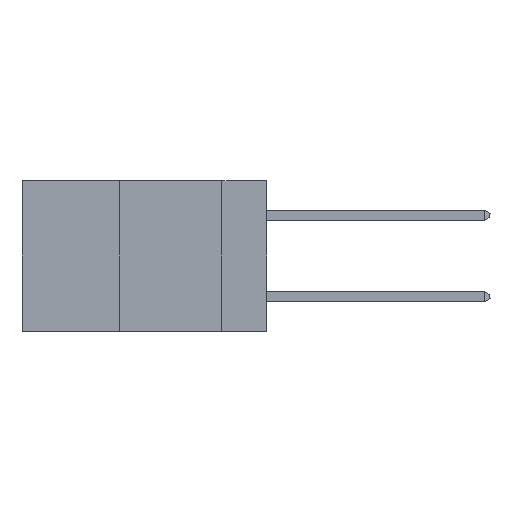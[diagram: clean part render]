
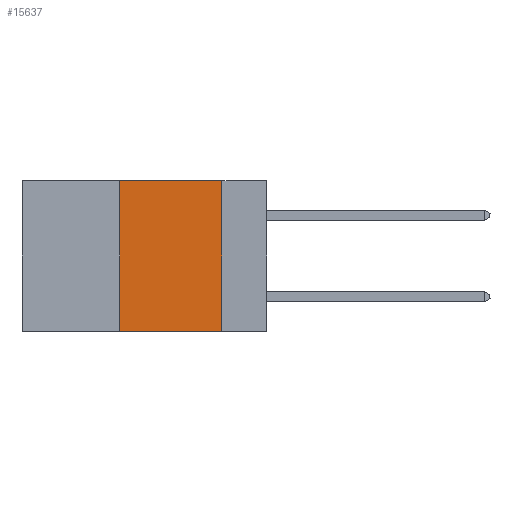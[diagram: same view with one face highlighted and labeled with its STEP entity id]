
A CAD part, left-side view. The second image highlights one B-rep face of the part: STEP entity #15637.
In plain terms, the highlighted planar face has unit normal (-1, 0, 0).
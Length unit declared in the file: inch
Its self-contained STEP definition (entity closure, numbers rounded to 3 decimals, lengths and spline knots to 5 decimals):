
#81 = DIRECTION ( 'NONE',  ( 1., 0., 0. ) ) ;
#1173 = DIRECTION ( 'NONE',  ( 0., 0., 1. ) ) ;
#1588 = CARTESIAN_POINT ( 'NONE',  ( 0., 0.11, 0. ) ) ;
#1745 = FACE_OUTER_BOUND ( 'NONE', #15441, .T. ) ;
#2679 = VECTOR ( 'NONE', #12165, 39.37008 ) ;
#3558 = VERTEX_POINT ( 'NONE', #17972 ) ;
#4374 = CARTESIAN_POINT ( 'NONE',  ( 0., 0.6, 0. ) ) ;
#4491 = DIRECTION ( 'NONE',  ( 0., -1., 0. ) ) ;
#4780 = EDGE_CURVE ( 'NONE', #18754, #3558, #15091, .T. ) ;
#5628 = EDGE_CURVE ( 'NONE', #15176, #18345, #17081, .T. ) ;
#5767 = CARTESIAN_POINT ( 'NONE',  ( 0., 0.36, 0. ) ) ;
#6084 = CARTESIAN_POINT ( 'NONE',  ( 0., 0.36, -0.37 ) ) ;
#6599 = DIRECTION ( 'NONE',  ( 0., -1., 0. ) ) ;
#7080 = ORIENTED_EDGE ( 'NONE', *, *, #12097, .F. ) ;
#7788 = AXIS2_PLACEMENT_3D ( 'NONE', #10239, #81, #11922 ) ;
#8416 = ORIENTED_EDGE ( 'NONE', *, *, #5628, .F. ) ;
#9655 = CARTESIAN_POINT ( 'NONE',  ( 0., 0.36, 0. ) ) ;
#9754 = CARTESIAN_POINT ( 'NONE',  ( 0., 0.6, -0.37 ) ) ;
#10239 = CARTESIAN_POINT ( 'NONE',  ( 0., 0.6, 0. ) ) ;
#11706 = LINE ( 'NONE', #18598, #2679 ) ;
#11762 = LINE ( 'NONE', #9655, #15579 ) ;
#11922 = DIRECTION ( 'NONE',  ( 0., 0., -1. ) ) ;
#12097 = EDGE_CURVE ( 'NONE', #18345, #3558, #11706, .T. ) ;
#12165 = DIRECTION ( 'NONE',  ( 0., 0., -1. ) ) ;
#12766 = VECTOR ( 'NONE', #6599, 39.37008 ) ;
#13398 = ORIENTED_EDGE ( 'NONE', *, *, #4780, .T. ) ;
#15091 = LINE ( 'NONE', #9754, #18862 ) ;
#15176 = VERTEX_POINT ( 'NONE', #5767 ) ;
#15441 = EDGE_LOOP ( 'NONE', ( #7080, #8416, #19187, #13398 ) ) ;
#15579 = VECTOR ( 'NONE', #1173, 39.37008 ) ;
#15637 = ADVANCED_FACE ( 'NONE', ( #1745 ), #18364, .F. ) ;
#17081 = LINE ( 'NONE', #4374, #12766 ) ;
#17403 = EDGE_CURVE ( 'NONE', #18754, #15176, #11762, .T. ) ;
#17972 = CARTESIAN_POINT ( 'NONE',  ( 0., 0.11, -0.37 ) ) ;
#18345 = VERTEX_POINT ( 'NONE', #1588 ) ;
#18364 = PLANE ( 'NONE',  #7788 ) ;
#18598 = CARTESIAN_POINT ( 'NONE',  ( 0., 0.11, 0. ) ) ;
#18754 = VERTEX_POINT ( 'NONE', #6084 ) ;
#18862 = VECTOR ( 'NONE', #4491, 39.37008 ) ;
#19187 = ORIENTED_EDGE ( 'NONE', *, *, #17403, .F. ) ;
